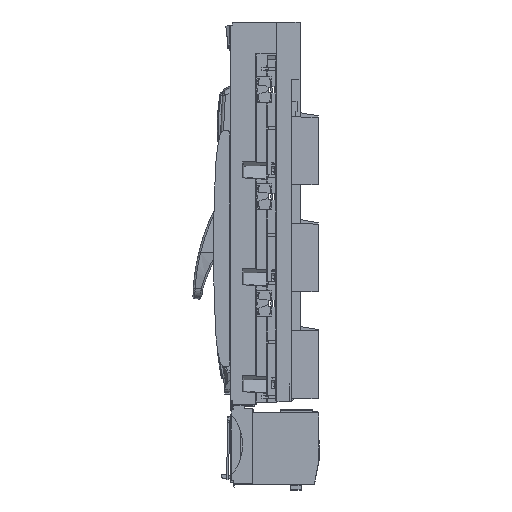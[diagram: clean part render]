
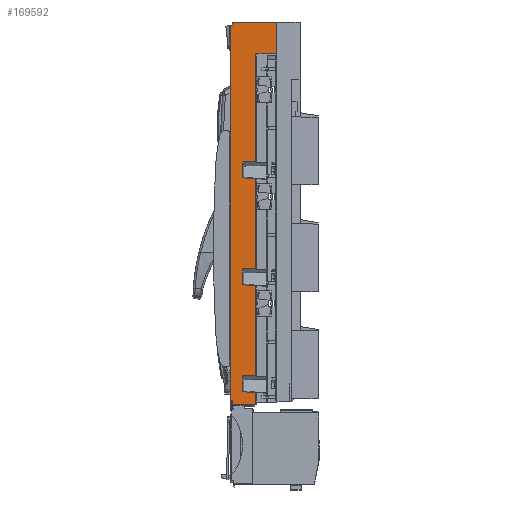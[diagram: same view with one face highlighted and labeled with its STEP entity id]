
A CAD part, left-side view. The second image highlights one B-rep face of the part: STEP entity #169592.
In plain terms, the highlighted planar face has unit normal (-1, 0, 0).
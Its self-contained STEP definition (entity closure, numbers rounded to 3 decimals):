
#169321=DIRECTION('',(0.,0.999,-0.032));
#169322=VECTOR('',#169321,0.894);
#169323=CARTESIAN_POINT('',(-3.926,22.771,
-8.347));
#169324=LINE('',#169323,#169322);
#169328=DIRECTION('',(0.,0.,-1.));
#169329=VECTOR('',#169328,1.078);
#169330=CARTESIAN_POINT('',(-3.926,23.664,
-8.376));
#169331=LINE('',#169330,#169329);
#169335=DIRECTION('',(0.,-0.996,-0.085));
#169336=VECTOR('',#169335,0.896);
#169337=CARTESIAN_POINT('',(-3.926,23.664,
-9.453));
#169338=LINE('',#169337,#169336);
#169342=DIRECTION('',(0.,0.,-1.));
#169343=VECTOR('',#169342,6.101);
#169344=CARTESIAN_POINT('',(-3.926,22.771,
-9.529));
#169345=LINE('',#169344,#169343);
#169349=DIRECTION('',(0.,0.999,-0.033));
#169350=VECTOR('',#169349,0.894);
#169351=CARTESIAN_POINT('',(-3.926,22.771,
-15.63));
#169352=LINE('',#169351,#169350);
#169356=DIRECTION('',(0.,0.,-1.));
#169357=VECTOR('',#169356,1.078);
#169358=CARTESIAN_POINT('',(-3.926,23.664,
-15.659));
#169359=LINE('',#169358,#169357);
#169363=DIRECTION('',(0.,-0.996,-0.085));
#169364=VECTOR('',#169363,0.896);
#169365=CARTESIAN_POINT('',(-3.926,23.664,
-16.737));
#169366=LINE('',#169365,#169364);
#169370=DIRECTION('',(0.,0.,-1.));
#169371=VECTOR('',#169370,0.834);
#169372=CARTESIAN_POINT('',(-3.926,22.771,
-16.813));
#169373=LINE('',#169372,#169371);
#169377=DIRECTION('',(0.,1.,0.));
#169378=VECTOR('',#169377,1.622);
#169379=CARTESIAN_POINT('',(-3.926,22.771,
-17.646));
#169380=LINE('',#169379,#169378);
#169384=DIRECTION('',(0.,0.,1.));
#169385=VECTOR('',#169384,0.276);
#169386=CARTESIAN_POINT('',(-3.926,24.393,
-17.646));
#169387=LINE('',#169386,#169385);
#169391=DIRECTION('',(0.,1.,0.));
#169392=VECTOR('',#169391,0.138);
#169393=CARTESIAN_POINT('',(-3.926,24.393,
-17.371));
#169394=LINE('',#169393,#169392);
#169398=DIRECTION('',(0.,0.,1.));
#169399=VECTOR('',#169398,25.591);
#169400=CARTESIAN_POINT('',(-3.926,24.531,
-17.371));
#169401=LINE('',#169400,#169399);
#169405=DIRECTION('',(0.,-1.,0.));
#169406=VECTOR('',#169405,0.138);
#169407=CARTESIAN_POINT('',(-3.926,24.531,
8.22));
#169408=LINE('',#169407,#169406);
#169412=DIRECTION('',(0.,0.,1.));
#169413=VECTOR('',#169412,0.197);
#169414=CARTESIAN_POINT('',(-3.926,24.393,
8.22));
#169415=LINE('',#169414,#169413);
#169419=DIRECTION('',(0.,-1.,0.));
#169420=VECTOR('',#169419,3.047);
#169421=CARTESIAN_POINT('',(-3.926,24.393,
8.417));
#169422=LINE('',#169421,#169420);
#169426=DIRECTION('',(0.,0.,-1.));
#169427=VECTOR('',#169426,25.834);
#169428=CARTESIAN_POINT('',(-3.926,21.346,
8.417));
#169429=LINE('',#169428,#169427);
#169433=DIRECTION('',(0.,1.,0.));
#169434=VECTOR('',#169433,0.055);
#169435=CARTESIAN_POINT('',(-3.926,21.346,
-17.417));
#169436=LINE('',#169435,#169434);
#169440=DIRECTION('',(0.,0.,1.));
#169441=VECTOR('',#169440,23.698);
#169442=CARTESIAN_POINT('',(-3.926,21.401,
-17.417));
#169443=LINE('',#169442,#169441);
#169447=DIRECTION('',(0.,1.,0.));
#169448=VECTOR('',#169447,1.37);
#169449=CARTESIAN_POINT('',(-3.926,21.401,
6.28));
#169450=LINE('',#169449,#169448);
#169454=DIRECTION('',(0.,0.,-1.));
#169455=VECTOR('',#169454,7.344);
#169456=CARTESIAN_POINT('',(-3.926,22.771,
6.28));
#169457=LINE('',#169456,#169455);
#169461=DIRECTION('',(0.,0.999,-0.032));
#169462=VECTOR('',#169461,0.894);
#169463=CARTESIAN_POINT('',(-3.926,22.771,
-1.063));
#169464=LINE('',#169463,#169462);
#169468=DIRECTION('',(0.,0.,-1.));
#169469=VECTOR('',#169468,1.078);
#169470=CARTESIAN_POINT('',(-3.926,23.664,
-1.092));
#169471=LINE('',#169470,#169469);
#169475=DIRECTION('',(0.,-0.996,-0.085));
#169476=VECTOR('',#169475,0.896);
#169477=CARTESIAN_POINT('',(-3.926,23.664,
-2.17));
#169478=LINE('',#169477,#169476);
#169482=DIRECTION('',(0.,0.,-1.));
#169483=VECTOR('',#169482,6.101);
#169484=CARTESIAN_POINT('',(-3.926,22.771,
-2.246));
#169485=LINE('',#169484,#169483);
#169489=CARTESIAN_POINT('',(-3.926,22.771,
-8.347));
#169490=CARTESIAN_POINT('',(-3.926,23.664,
-8.376));
#169491=VERTEX_POINT('',#169489);
#169492=VERTEX_POINT('',#169490);
#169493=CARTESIAN_POINT('',(-3.926,23.664,
-9.453));
#169494=VERTEX_POINT('',#169493);
#169495=CARTESIAN_POINT('',(-3.926,22.771,
-9.529));
#169496=VERTEX_POINT('',#169495);
#169497=CARTESIAN_POINT('',(-3.926,22.771,
-15.63));
#169498=VERTEX_POINT('',#169497);
#169499=CARTESIAN_POINT('',(-3.926,23.664,
-15.659));
#169500=VERTEX_POINT('',#169499);
#169501=CARTESIAN_POINT('',(-3.926,23.664,
-16.737));
#169502=VERTEX_POINT('',#169501);
#169503=CARTESIAN_POINT('',(-3.926,22.771,
-16.813));
#169504=VERTEX_POINT('',#169503);
#169505=CARTESIAN_POINT('',(-3.926,22.771,
-17.646));
#169506=VERTEX_POINT('',#169505);
#169507=CARTESIAN_POINT('',(-3.926,24.393,
-17.646));
#169508=VERTEX_POINT('',#169507);
#169509=CARTESIAN_POINT('',(-3.926,24.393,
-17.371));
#169510=VERTEX_POINT('',#169509);
#169511=CARTESIAN_POINT('',(-3.926,24.531,
-17.371));
#169512=VERTEX_POINT('',#169511);
#169513=CARTESIAN_POINT('',(-3.926,24.531,
8.22));
#169514=VERTEX_POINT('',#169513);
#169515=CARTESIAN_POINT('',(-3.926,24.393,
8.22));
#169516=VERTEX_POINT('',#169515);
#169517=CARTESIAN_POINT('',(-3.926,24.393,
8.417));
#169518=VERTEX_POINT('',#169517);
#169519=CARTESIAN_POINT('',(-3.926,21.346,
8.417));
#169520=VERTEX_POINT('',#169519);
#169521=CARTESIAN_POINT('',(-3.926,21.346,
-17.417));
#169522=VERTEX_POINT('',#169521);
#169523=CARTESIAN_POINT('',(-3.926,21.401,
-17.417));
#169524=VERTEX_POINT('',#169523);
#169525=CARTESIAN_POINT('',(-3.926,21.401,
6.28));
#169526=VERTEX_POINT('',#169525);
#169527=CARTESIAN_POINT('',(-3.926,22.771,
6.28));
#169528=VERTEX_POINT('',#169527);
#169529=CARTESIAN_POINT('',(-3.926,22.771,
-1.063));
#169530=VERTEX_POINT('',#169529);
#169531=CARTESIAN_POINT('',(-3.926,23.664,
-1.092));
#169532=VERTEX_POINT('',#169531);
#169533=CARTESIAN_POINT('',(-3.926,23.664,
-2.17));
#169534=VERTEX_POINT('',#169533);
#169535=CARTESIAN_POINT('',(-3.926,22.771,
-2.246));
#169536=VERTEX_POINT('',#169535);
#169537=CARTESIAN_POINT('',(-3.926,0.,0.));
#169538=DIRECTION('',(1.,0.,0.));
#169539=DIRECTION('',(0.,1.,0.));
#169540=AXIS2_PLACEMENT_3D('',#169537,#169538,#169539);
#169541=PLANE('',#169540);
#169543=ORIENTED_EDGE('',*,*,#169542,.T.);
#169545=ORIENTED_EDGE('',*,*,#169544,.T.);
#169547=ORIENTED_EDGE('',*,*,#169546,.T.);
#169549=ORIENTED_EDGE('',*,*,#169548,.T.);
#169551=ORIENTED_EDGE('',*,*,#169550,.T.);
#169553=ORIENTED_EDGE('',*,*,#169552,.T.);
#169555=ORIENTED_EDGE('',*,*,#169554,.T.);
#169557=ORIENTED_EDGE('',*,*,#169556,.T.);
#169559=ORIENTED_EDGE('',*,*,#169558,.T.);
#169561=ORIENTED_EDGE('',*,*,#169560,.T.);
#169563=ORIENTED_EDGE('',*,*,#169562,.T.);
#169565=ORIENTED_EDGE('',*,*,#169564,.T.);
#169567=ORIENTED_EDGE('',*,*,#169566,.T.);
#169569=ORIENTED_EDGE('',*,*,#169568,.T.);
#169571=ORIENTED_EDGE('',*,*,#169570,.T.);
#169573=ORIENTED_EDGE('',*,*,#169572,.T.);
#169575=ORIENTED_EDGE('',*,*,#169574,.T.);
#169577=ORIENTED_EDGE('',*,*,#169576,.T.);
#169579=ORIENTED_EDGE('',*,*,#169578,.T.);
#169581=ORIENTED_EDGE('',*,*,#169580,.T.);
#169583=ORIENTED_EDGE('',*,*,#169582,.T.);
#169585=ORIENTED_EDGE('',*,*,#169584,.T.);
#169587=ORIENTED_EDGE('',*,*,#169586,.T.);
#169589=ORIENTED_EDGE('',*,*,#169588,.T.);
#169590=EDGE_LOOP('',(#169543,#169545,#169547,#169549,#169551,#169553,#169555,
#169557,#169559,#169561,#169563,#169565,#169567,#169569,#169571,#169573,#169575,
#169577,#169579,#169581,#169583,#169585,#169587,#169589));
#169591=FACE_OUTER_BOUND('',#169590,.F.);
#169542=EDGE_CURVE('',#169491,#169492,#169324,.T.);
#169544=EDGE_CURVE('',#169492,#169494,#169331,.T.);
#169546=EDGE_CURVE('',#169494,#169496,#169338,.T.);
#169548=EDGE_CURVE('',#169496,#169498,#169345,.T.);
#169550=EDGE_CURVE('',#169498,#169500,#169352,.T.);
#169552=EDGE_CURVE('',#169500,#169502,#169359,.T.);
#169554=EDGE_CURVE('',#169502,#169504,#169366,.T.);
#169556=EDGE_CURVE('',#169504,#169506,#169373,.T.);
#169558=EDGE_CURVE('',#169506,#169508,#169380,.T.);
#169560=EDGE_CURVE('',#169508,#169510,#169387,.T.);
#169562=EDGE_CURVE('',#169510,#169512,#169394,.T.);
#169564=EDGE_CURVE('',#169512,#169514,#169401,.T.);
#169566=EDGE_CURVE('',#169514,#169516,#169408,.T.);
#169568=EDGE_CURVE('',#169516,#169518,#169415,.T.);
#169570=EDGE_CURVE('',#169518,#169520,#169422,.T.);
#169572=EDGE_CURVE('',#169520,#169522,#169429,.T.);
#169574=EDGE_CURVE('',#169522,#169524,#169436,.T.);
#169576=EDGE_CURVE('',#169524,#169526,#169443,.T.);
#169578=EDGE_CURVE('',#169526,#169528,#169450,.T.);
#169580=EDGE_CURVE('',#169528,#169530,#169457,.T.);
#169582=EDGE_CURVE('',#169530,#169532,#169464,.T.);
#169584=EDGE_CURVE('',#169532,#169534,#169471,.T.);
#169586=EDGE_CURVE('',#169534,#169536,#169478,.T.);
#169588=EDGE_CURVE('',#169536,#169491,#169485,.T.);
#169592=ADVANCED_FACE('',(#169591),#169541,.F.);
